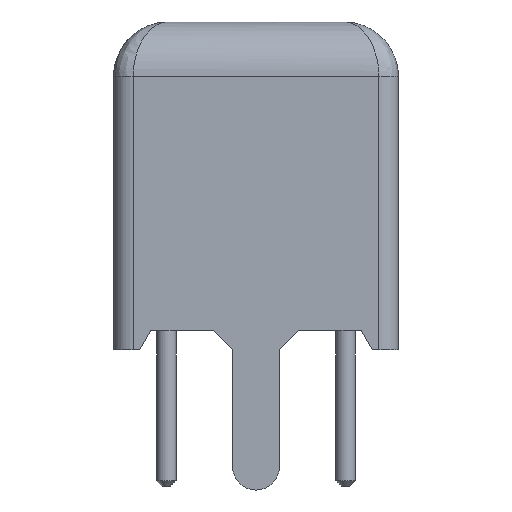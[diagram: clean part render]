
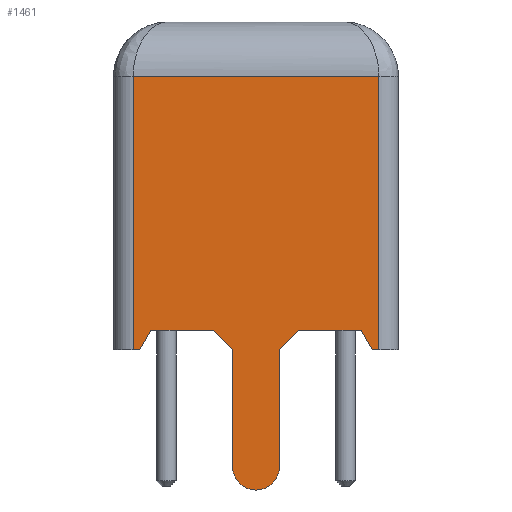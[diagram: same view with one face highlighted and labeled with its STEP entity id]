
A CAD part, front view. The second image highlights one B-rep face of the part: STEP entity #1461.
In plain terms, the highlighted planar face has unit normal (0, -1, 0).
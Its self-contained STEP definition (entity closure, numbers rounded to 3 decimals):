
#112=PLANE('',#1636);
#235=FACE_OUTER_BOUND('',#333,.T.);
#333=EDGE_LOOP('',(#1337,#1338,#1339,#1340,#1341,#1342,#1343,#1344,#1345,
#1346,#1347,#1348,#1349,#1350));
#381=LINE('',#2257,#509);
#388=LINE('',#2272,#516);
#394=LINE('',#2284,#522);
#404=LINE('',#2305,#532);
#413=LINE('',#2323,#541);
#416=LINE('',#2327,#544);
#429=LINE('',#2355,#557);
#435=LINE('',#2377,#563);
#439=LINE('',#2390,#567);
#440=LINE('',#2392,#568);
#458=LINE('',#2669,#586);
#465=LINE('',#2683,#593);
#466=LINE('',#2685,#594);
#509=VECTOR('',#1835,10.);
#516=VECTOR('',#1846,10.);
#522=VECTOR('',#1856,10.);
#532=VECTOR('',#1872,10.);
#541=VECTOR('',#1887,10.);
#544=VECTOR('',#1892,10.);
#557=VECTOR('',#1913,10.);
#563=VECTOR('',#1933,10.);
#567=VECTOR('',#1947,10.);
#568=VECTOR('',#1950,10.);
#586=VECTOR('',#2046,10.);
#593=VECTOR('',#2067,10.);
#594=VECTOR('',#2070,10.);
#638=CIRCLE('',#1587,0.6);
#699=VERTEX_POINT('',#2254);
#700=VERTEX_POINT('',#2256);
#706=VERTEX_POINT('',#2271);
#710=VERTEX_POINT('',#2283);
#717=VERTEX_POINT('',#2302);
#718=VERTEX_POINT('',#2304);
#723=VERTEX_POINT('',#2320);
#724=VERTEX_POINT('',#2322);
#735=VERTEX_POINT('',#2354);
#744=VERTEX_POINT('',#2375);
#747=VERTEX_POINT('',#2384);
#748=VERTEX_POINT('',#2385);
#759=VERTEX_POINT('',#2562);
#760=VERTEX_POINT('',#2590);
#845=EDGE_CURVE('',#700,#699,#381,.T.);
#852=EDGE_CURVE('',#706,#700,#388,.T.);
#858=EDGE_CURVE('',#710,#706,#394,.T.);
#868=EDGE_CURVE('',#718,#717,#404,.T.);
#877=EDGE_CURVE('',#724,#723,#413,.T.);
#880=EDGE_CURVE('',#717,#724,#416,.T.);
#894=EDGE_CURVE('',#718,#735,#429,.T.);
#906=EDGE_CURVE('',#744,#699,#435,.T.);
#910=EDGE_CURVE('',#747,#748,#638,.T.);
#913=EDGE_CURVE('',#748,#710,#439,.T.);
#914=EDGE_CURVE('',#723,#747,#440,.T.);
#956=EDGE_CURVE('',#760,#759,#458,.T.);
#963=EDGE_CURVE('',#744,#759,#465,.T.);
#964=EDGE_CURVE('',#735,#760,#466,.T.);
#1337=ORIENTED_EDGE('',*,*,#845,.T.);
#1338=ORIENTED_EDGE('',*,*,#906,.F.);
#1339=ORIENTED_EDGE('',*,*,#963,.T.);
#1340=ORIENTED_EDGE('',*,*,#956,.F.);
#1341=ORIENTED_EDGE('',*,*,#964,.F.);
#1342=ORIENTED_EDGE('',*,*,#894,.F.);
#1343=ORIENTED_EDGE('',*,*,#868,.T.);
#1344=ORIENTED_EDGE('',*,*,#880,.T.);
#1345=ORIENTED_EDGE('',*,*,#877,.T.);
#1346=ORIENTED_EDGE('',*,*,#914,.T.);
#1347=ORIENTED_EDGE('',*,*,#910,.T.);
#1348=ORIENTED_EDGE('',*,*,#913,.T.);
#1349=ORIENTED_EDGE('',*,*,#858,.T.);
#1350=ORIENTED_EDGE('',*,*,#852,.T.);
#1461=ADVANCED_FACE('',(#235),#112,.T.);
#1587=AXIS2_PLACEMENT_3D('',#2386,#1941,#1942);
#1636=AXIS2_PLACEMENT_3D('',#2684,#2068,#2069);
#1835=DIRECTION('',(0.5,0.,-0.866));
#1846=DIRECTION('',(1.,0.,0.));
#1856=DIRECTION('',(0.707,0.,0.707));
#1872=DIRECTION('',(0.5,0.,0.866));
#1887=DIRECTION('',(0.707,0.,-0.707));
#1892=DIRECTION('',(1.,0.,0.));
#1913=DIRECTION('',(-1.,0.,0.));
#1933=DIRECTION('',(-1.,0.,0.));
#1941=DIRECTION('center_axis',(0.,-1.,0.));
#1942=DIRECTION('ref_axis',(-1.,0.,0.));
#1947=DIRECTION('',(0.,0.,1.));
#1950=DIRECTION('',(0.,0.,-1.));
#2046=DIRECTION('',(1.,0.,0.));
#2067=DIRECTION('',(0.,0.,1.));
#2068=DIRECTION('center_axis',(0.,-1.,0.));
#2069=DIRECTION('ref_axis',(1.,0.,0.));
#2070=DIRECTION('',(0.,0.,1.));
#2254=CARTESIAN_POINT('',(2.982,-3.65,0.));
#2256=CARTESIAN_POINT('',(2.693,-3.65,0.5));
#2257=CARTESIAN_POINT('',(2.071,-3.65,1.578));
#2271=CARTESIAN_POINT('',(1.1,-3.65,0.5));
#2272=CARTESIAN_POINT('',(-1.025,-3.65,0.5));
#2283=CARTESIAN_POINT('',(0.6,-3.65,0.));
#2284=CARTESIAN_POINT('',(-0.338,-3.65,-0.938));
#2302=CARTESIAN_POINT('',(-2.693,-3.65,0.5));
#2304=CARTESIAN_POINT('',(-2.982,-3.65,0.));
#2305=CARTESIAN_POINT('',(-3.003,-3.65,-0.036));
#2320=CARTESIAN_POINT('',(-0.6,-3.65,0.));
#2322=CARTESIAN_POINT('',(-1.1,-3.65,0.5));
#2323=CARTESIAN_POINT('',(-1.488,-3.65,0.888));
#2327=CARTESIAN_POINT('',(-2.922,-3.65,0.5));
#2354=CARTESIAN_POINT('',(-3.15,-3.65,0.));
#2355=CARTESIAN_POINT('',(3.15,-3.65,0.));
#2375=CARTESIAN_POINT('',(3.15,-3.65,0.));
#2377=CARTESIAN_POINT('',(3.15,-3.65,0.));
#2384=CARTESIAN_POINT('',(-0.6,-3.65,-3.));
#2385=CARTESIAN_POINT('',(0.6,-3.65,-3.));
#2386=CARTESIAN_POINT('Origin',(0.,-3.65,-3.));
#2390=CARTESIAN_POINT('',(0.6,-3.65,-3.));
#2392=CARTESIAN_POINT('',(-0.6,-3.65,0.));
#2562=CARTESIAN_POINT('',(3.15,-3.65,7.));
#2590=CARTESIAN_POINT('',(-3.15,-3.65,7.));
#2669=CARTESIAN_POINT('',(-1.575,-3.65,7.));
#2683=CARTESIAN_POINT('',(3.15,-3.65,0.));
#2684=CARTESIAN_POINT('Origin',(-3.15,-3.65,0.));
#2685=CARTESIAN_POINT('',(-3.15,-3.65,0.));
